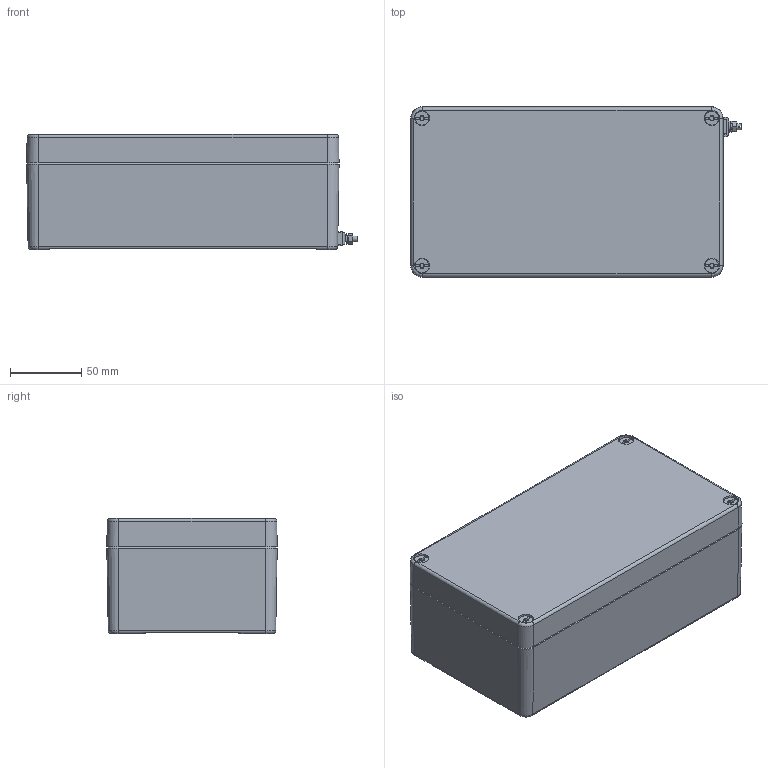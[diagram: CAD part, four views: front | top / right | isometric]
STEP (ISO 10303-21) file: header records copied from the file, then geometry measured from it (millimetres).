
FILE_DESCRIPTION(('CATIA V5 STEP Exchange','CAx-IF Rec.Pracs.--- Model Styling and Organization---1.4--- 2014-01-23'),'2;1');
FILE_NAME ('D1451041_0', '2020-02-04T07:54:03+00:00', ('none'), ('Weidmueller'), 'CATIA Version 5-6 Release 2016 SP3 HF44', 'CATIA V5 STEP AP214', 'none');
FILE_SCHEMA(('AUTOMOTIVE_DESIGN { 1 0 10303 214 1 1 1 1 }'));
Length unit declared in the file: millimetre
Products named in the file (1): K51 EX RAL 7001
Bounding box: 232.87 x 120 x 81 mm (x, y, z)
Volume: 502597.4 mm3; surface area: 238046.2 mm2
Topology: 10 solids, 10 shells, 889 faces, 2206 edges, 1403 vertices
Faces by surface type: plane 373, cylinder 260, cone 144, torus 82, bspline 22, sphere 8
Entity records: 28966 total; most frequent: CARTESIAN_POINT 9319, ORIENTED_EDGE 4392, DIRECTION 3241, EDGE_CURVE 2196, AXIS2_PLACEMENT_3D 1518, VERTEX_POINT 1403, VECTOR 1094, LINE 1094
